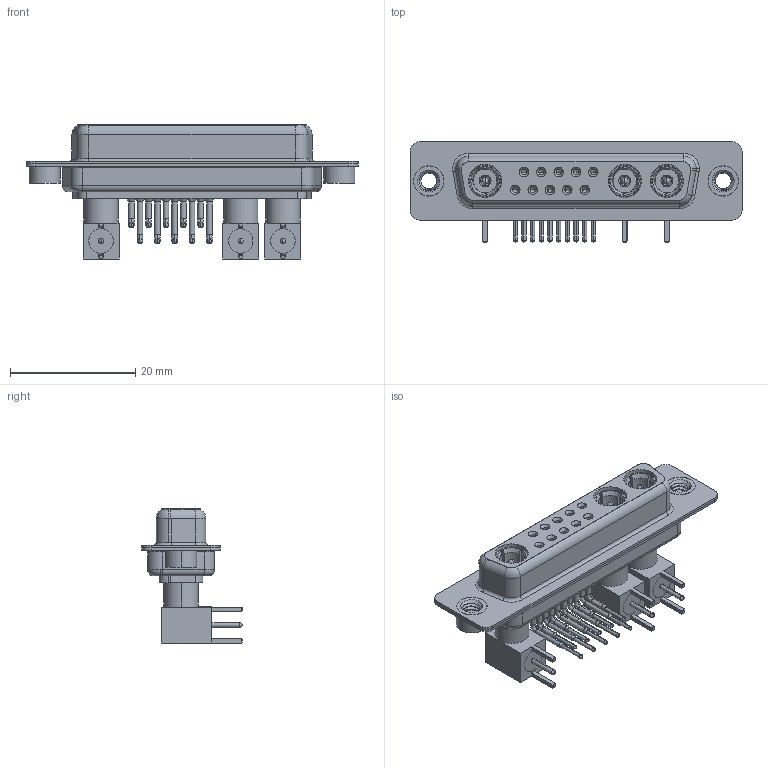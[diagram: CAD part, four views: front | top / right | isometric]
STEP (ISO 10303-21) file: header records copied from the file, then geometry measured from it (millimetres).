
FILE_DESCRIPTION (( 'STEP AP203' ), '1' );
FILE_NAME ('630-13W3240-5NA.STEP', '2022-06-01T13:23:57', ( '' ), ( '' ), 'SwSTEP 2.0', 'SolidWorks 2020', '' );
FILE_SCHEMA (( 'CONFIG_CONTROL_DESIGN' ));
Length unit declared in the file: millimetre
Products named in the file (16): 630Combo Housing_13W3; 630-13W3240-5NA; Insulator Pin_Straight PC Tail; Co-Ax Plug Assy_RA; Locking Collar; 630Combo Contact Row 1; Pin_RA; 630Combo Shell Rear_25 Contacts; 630Combo Threaded Rivet_A; 630Combo Contact Row 2; 630Combo Shell Front_25 Contacts; Co-Ax Plug_RA PC Tail; Insulator RA Pin; RA Back Shell
Assembly tree (36 placements, depth 3):
  630-13W3240-5NA
    630Combo Housing_13W3
    630Combo Shell Front_25 Contacts
    630Combo Shell Rear_25 Contacts
    630Combo Threaded Rivet_A  x2
    Co-Ax Plug Assy_RA
      Co-Ax Plug_RA PC Tail
      Insulator Pin_Straight PC Tail
      Pin_RA
      Locking Collar
      RA Back Shell
      Insulator RA Pin
    Co-Ax Plug Assy_RA
      Co-Ax Plug_RA PC Tail
      Insulator Pin_Straight PC Tail
      Pin_RA
      Locking Collar
      RA Back Shell
      Insulator RA Pin
    Co-Ax Plug Assy_RA
      Co-Ax Plug_RA PC Tail
      Insulator Pin_Straight PC Tail
      Pin_RA
      Locking Collar
      RA Back Shell
      Insulator RA Pin
    630Combo Contact Row 1  x5
    630Combo Contact Row 2  x5
Bounding box: 53.05 x 16 x 21.41 mm (x, y, z)
Volume: 4515.9 mm3; surface area: 10887 mm2
Topology: 33 solids, 33 shells, 1307 faces, 3224 edges, 2022 vertices
Faces by surface type: cylinder 560, plane 418, cone 193, torus 75, bspline 49, sphere 12
Entity records: 22620 total; most frequent: CARTESIAN_POINT 5189, DIRECTION 3457, ORIENTED_EDGE 2992, EDGE_CURVE 1496, AXIS2_PLACEMENT_3D 1417, VERTEX_POINT 950, CIRCLE 756, EDGE_LOOP 740
